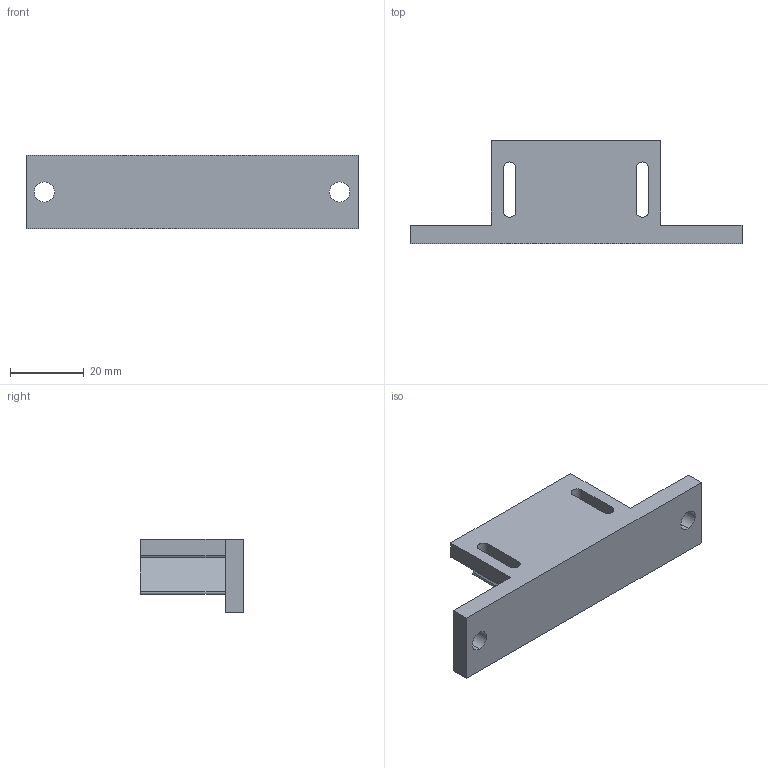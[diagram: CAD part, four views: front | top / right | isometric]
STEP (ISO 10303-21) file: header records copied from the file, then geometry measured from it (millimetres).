
FILE_DESCRIPTION (( 'STEP AP214' ), '1' );
FILE_NAME ('Dovetail_toolpost-base.STEP', '2020-05-01T16:42:57', ( '' ), ( '' ), 'SwSTEP 2.0', 'SolidWorks 2019', '' );
FILE_SCHEMA (( 'AUTOMOTIVE_DESIGN' ));
Length unit declared in the file: millimetre
Products named in the file (1): Dovetail_toolpost-base
Bounding box: 90 x 28 x 20 mm (x, y, z)
Volume: 18526.9 mm3; surface area: 8345.5 mm2
Topology: 1 solids, 1 shells, 36 faces, 98 edges, 63 vertices
Faces by surface type: plane 18, cylinder 14, cone 4
Entity records: 1176 total; most frequent: DIRECTION 200, CARTESIAN_POINT 196, ORIENTED_EDGE 192, EDGE_CURVE 96, AXIS2_PLACEMENT_3D 67, VECTOR 66, LINE 66, VERTEX_POINT 63
